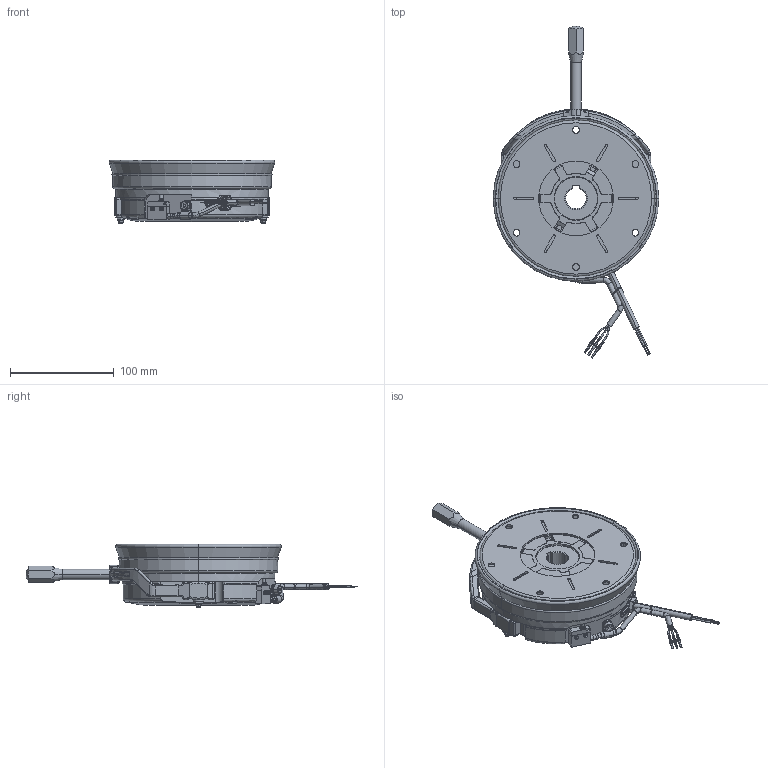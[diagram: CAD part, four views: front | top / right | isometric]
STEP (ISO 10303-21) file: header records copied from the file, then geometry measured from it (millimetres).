
FILE_DESCRIPTION (( 'STEP AP214' ), '1' );
FILE_NAME ('dr_bk_0538-hmrs_mu.STEP', '2021-11-29T09:29:20', ( '' ), ( '' ), 'SwSTEP 2.0', 'SolidWorks 2019', '' );
FILE_SCHEMA (( 'AUTOMOTIVE_DESIGN' ));
Length unit declared in the file: millimetre
Products named in the file (10): 10068416_000; 10068421_000; 10068424_000; 10068422_000; 10068414_000; 10068418_000; 10069422_000; dr_bk_0538-hmrs_mu; 10068425_000_Einbauzustand 150,7 x 144,5 x 27,5; 10068420_000
Assembly tree (11 placements, depth 2):
  dr_bk_0538-hmrs_mu
    10068420_000
    10068424_000
    10068414_000  x3
    10068418_000
    10068416_000
    10068422_000
    10068421_000
    10068425_000_Einbauzustand 150,7 x 144,5 x 27,5
    10069422_000
Bounding box: 159.35 x 319.51 x 61.07 mm (x, y, z)
Volume: 862562.6 mm3; surface area: 221213.8 mm2
Topology: 25 solids, 40 shells, 2119 faces, 5229 edges, 3216 vertices
Faces by surface type: plane 760, cylinder 722, bspline 266, cone 167, torus 152, sphere 52
Entity records: 92344 total; most frequent: CARTESIAN_POINT 32731, ORIENTED_EDGE 10226, DIRECTION 9516, EDGE_CURVE 5115, AXIS2_PLACEMENT_3D 3627, VERTEX_POINT 3161, LINE 2262, VECTOR 2262
